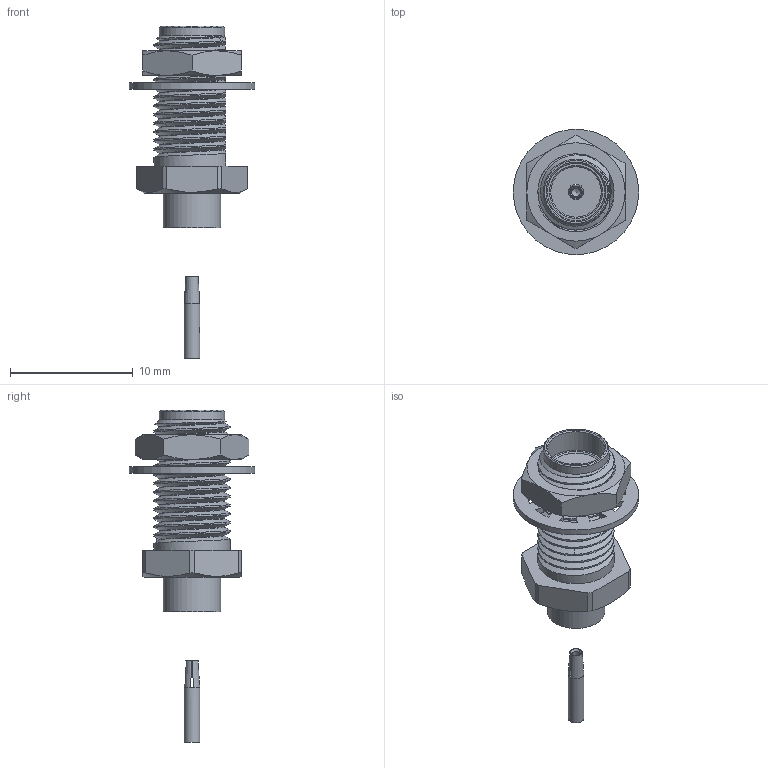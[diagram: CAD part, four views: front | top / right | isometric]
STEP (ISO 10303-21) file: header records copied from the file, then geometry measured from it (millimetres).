
FILE_DESCRIPTION(/* description */ ('Unknown'),/* implementation_level */ '2;1');
FILE_NAME(/* name */ '60329421110720',/* time_stamp */ '2019-03-27T12:00:47+01:00',/* author */ ('Unknown'),/* organization */ ('Unknown'),/* preprocessor_version */ 'ST-DEVELOPER v16.7',/* originating_system */ 'DEX',/* authorisation */ $);
FILE_SCHEMA (('AUTOMOTIVE_DESIGN {1 0 10303 214 3 1 1}'));
Length unit declared in the file: millimetre
Products named in the file (1): 60329421110720
Bounding box: 10.2 x 10.2 x 27 mm (x, y, z)
Volume: 414.8 mm3; surface area: 947.2 mm2
Topology: 3 solids, 3 shells, 170 faces, 467 edges, 298 vertices
Faces by surface type: plane 66, cylinder 52, cone 30, bspline 21, sphere 1
Full cylindrical faces by diameter (mm): 0.5 x1, 0.95 x1, 1 x1, 1.27 x2, 3.64 x1, 4.65 x1, 4.67 x1, 5.33 x1, 10.2 x1
Entity records: 9626 total; most frequent: CARTESIAN_POINT 5718, ORIENTED_EDGE 876, DIRECTION 666, EDGE_CURVE 438, VERTEX_POINT 290, AXIS2_PLACEMENT_3D 262, FACE_BOUND 202, EDGE_LOOP 200
